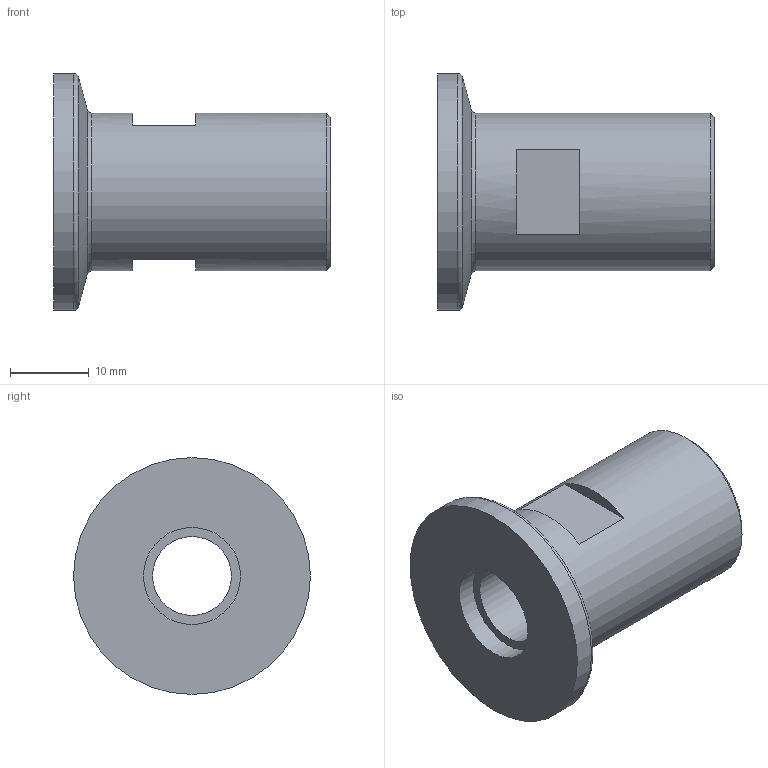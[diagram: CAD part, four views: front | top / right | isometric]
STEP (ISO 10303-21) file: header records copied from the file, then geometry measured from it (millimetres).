
FILE_DESCRIPTION (( 'STEP AP214' ), '1' );
FILE_NAME ('1KF10GF3-8FULLVAC.STEP', '2025-01-22T14:18:54', ( '' ), ( '' ), 'SwSTEP 2.0', 'SolidWorks 2017', '' );
FILE_SCHEMA (( 'AUTOMOTIVE_DESIGN' ));
Length unit declared in the file: millimetre
Products named in the file (1): 1KF10GF3-8FULLVAC
Bounding box: 35 x 30 x 30 mm (x, y, z)
Volume: 8025.8 mm3; surface area: 5990.4 mm2
Topology: 2 solids, 2 shells, 32 faces, 68 edges, 44 vertices
Faces by surface type: plane 14, cylinder 7, bspline 6, cone 3, torus 2
Full cylindrical faces by diameter (mm): 10 x2, 12.3 x1, 17 x1, 17.5 x1, 20 x1, 30 x1
Entity records: 3850 total; most frequent: CARTESIAN_POINT 3182, DIRECTION 109, ORIENTED_EDGE 104, EDGE_LOOP 52, EDGE_CURVE 52, AXIS2_PLACEMENT_3D 49, FACE_OUTER_BOUND 41, VERTEX_POINT 40
